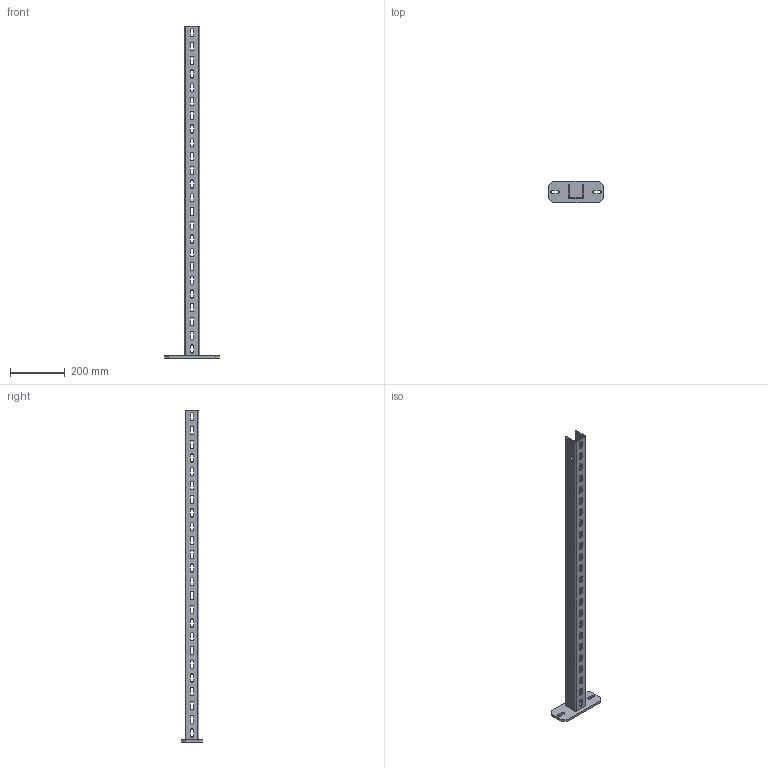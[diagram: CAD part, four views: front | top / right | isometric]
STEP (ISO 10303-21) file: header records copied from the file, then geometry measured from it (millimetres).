
FILE_DESCRIPTION(/* description */ (''),/* implementation_level */ '2;1');
FILE_NAME(/* name */ 'WPCT1200.stp',/* time_stamp */ '2020-11-18T13:38:34+01:00',/* author */ ('stanislaw.luczak'),/* organization */ (''),/* preprocessor_version */ 'ST-DEVELOPER v18.1',/* originating_system */ 'Autodesk Inventor 2021',/* authorisation */ '');
FILE_SCHEMA (('AUTOMOTIVE_DESIGN { 1 0 10303 214 3 1 1 }'));
Length unit declared in the file: millimetre
Products named in the file (3): WPCT1200; Ceownik; Podstawa
Assembly tree (2 placements, depth 2):
  WPCT1200
    Ceownik
    Podstawa
Bounding box: 200 x 80 x 1208 mm (x, y, z)
Volume: 576329.6 mm3; surface area: 364141 mm2
Topology: 2 solids, 2 shells, 328 faces, 956 edges, 632 vertices
Faces by surface type: plane 176, cylinder 152
Entity records: 11306 total; most frequent: DIRECTION 1926, CARTESIAN_POINT 1921, ORIENTED_EDGE 1912, EDGE_CURVE 956, LINE 652, VECTOR 652, AXIS2_PLACEMENT_3D 637, VERTEX_POINT 632
